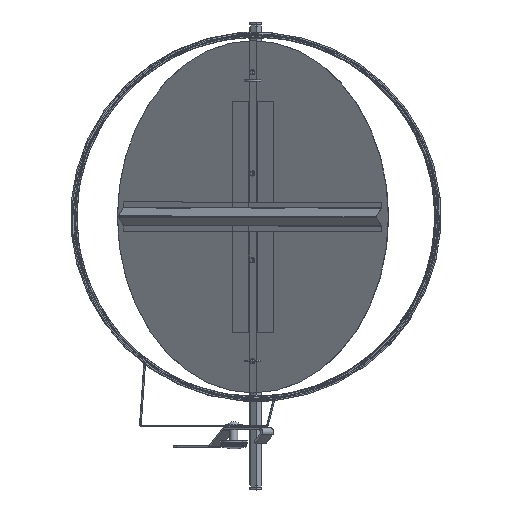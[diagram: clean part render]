
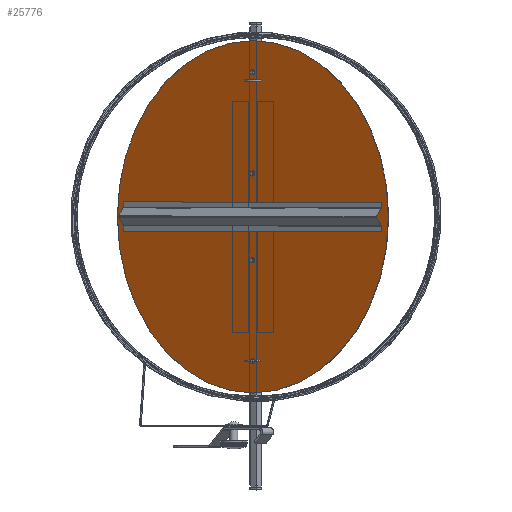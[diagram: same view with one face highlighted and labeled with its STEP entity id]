
A CAD part, front view. The second image highlights one B-rep face of the part: STEP entity #25776.
In plain terms, the highlighted face is planar.
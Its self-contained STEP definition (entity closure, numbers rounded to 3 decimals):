
#25745=CARTESIAN_POINT('',(305.0,0.,0.9));
#25746=VERTEX_POINT('',#25745);
#25747=CARTESIAN_POINT('',(0.0,0.0,0.9));
#25748=DIRECTION('',(0.0,0.0,-1.0));
#25749=DIRECTION('',(-1.0,0.0,0.0));
#25750=AXIS2_PLACEMENT_3D('',#25747,#25748,#25749);
#25751=CIRCLE('',#25750,305.0);
#25752=EDGE_CURVE('',#25746,#25746,#25751,.T.);
#25768=CARTESIAN_POINT('',(0.0,0.0,0.9));
#25769=DIRECTION('',(0.0,0.0,-1.0));
#25770=DIRECTION('',(-1.0,0.0,0.0));
#25771=AXIS2_PLACEMENT_3D('',#25768,#25769,#25770);
#25772=PLANE('',#25771);
#25773=ORIENTED_EDGE('',*,*,#25752,.F.);
#25774=EDGE_LOOP('',(#25773));
#25775=FACE_OUTER_BOUND('',#25774,.T.);
#25776=ADVANCED_FACE('',(#25775),#25772,.F.);
